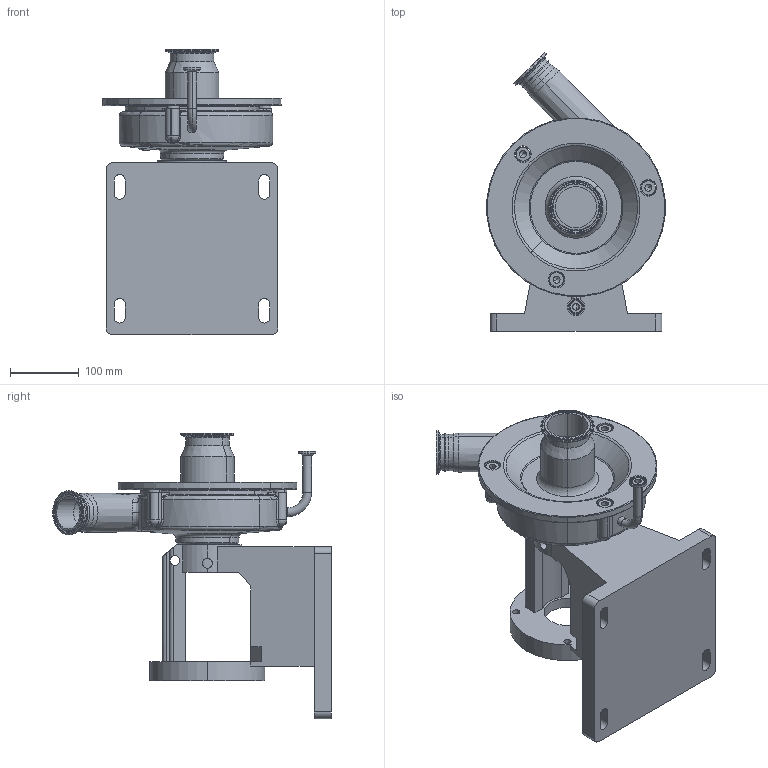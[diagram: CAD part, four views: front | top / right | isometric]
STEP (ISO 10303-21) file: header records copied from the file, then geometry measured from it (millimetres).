
FILE_DESCRIPTION (( 'STEP AP214' ), '1' );
FILE_NAME ('FP 3531 140TC 45L 1-2 IN ELBOW FRONT DRAIN.STEP', '2023-02-02T20:59:23', ( '' ), ( '' ), 'SwSTEP 2.0', 'SolidWorks 2021', '' );
FILE_SCHEMA (( 'AUTOMOTIVE_DESIGN' ));
Length unit declared in the file: millimetre
Products named in the file (1): FP 3531 140TC 45L 1-2 IN ELBOW FRONT DRAIN
Bounding box: 259.01 x 404.86 x 415 mm (x, y, z)
Volume: 7243669.3 mm3; surface area: 656740.2 mm2
Topology: 1 solids, 2 shells, 504 faces, 1274 edges, 772 vertices
Faces by surface type: cylinder 179, plane 108, torus 94, cone 60, bspline 50, sphere 13
Entity records: 20321 total; most frequent: CARTESIAN_POINT 8170, DIRECTION 2625, ORIENTED_EDGE 2528, EDGE_CURVE 1264, AXIS2_PLACEMENT_3D 1086, VERTEX_POINT 771, CIRCLE 631, EDGE_LOOP 551
